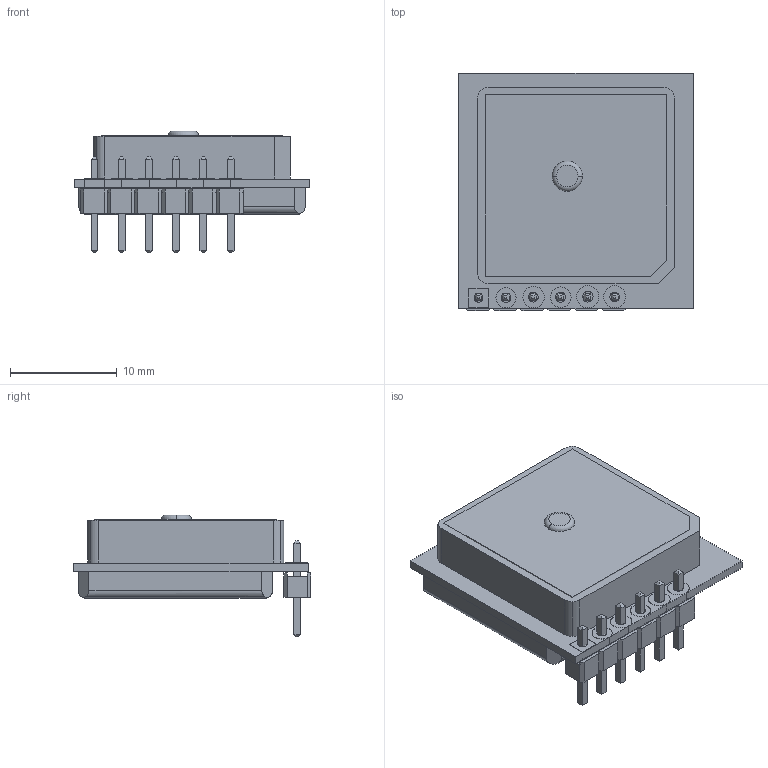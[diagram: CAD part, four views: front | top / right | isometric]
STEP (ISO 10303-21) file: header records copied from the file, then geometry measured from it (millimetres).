
FILE_DESCRIPTION(('STEP AP214'),'1');
FILE_NAME('fastrax_up501b.step','2020-11-09T23:34:40',(' '),('ANSOFT Corporation'),'Spatial InterOp 3D',' ',' ');
FILE_SCHEMA(('automotive_design'));
Length unit declared in the file: millimetre
Products named in the file (23): Box1; Box2; Cylinder1; Body124; Body127; Body129; Body132; Body133; Body137; Rectangle1; Imported2_2; Chamfer1_6; Chamfer1_6_1; Chamfer1_6_2; Chamfer1_6_3; Chamfer1_6_4; Chamfer1_6_5; Imported2_2_1; Imported2_2_2; Imported2_2_3; Imported2_2_4; Imported2_2_5; Box3
Bounding box: 22 x 22.21 x 11.43 mm (x, y, z)
Volume: 2840.6 mm3; surface area: 4029.7 mm2
Topology: 23 solids, 23 shells, 320 faces, 712 edges, 450 vertices
Faces by surface type: plane 256, cylinder 62, torus 2
Entity records: 11835 total; most frequent: DIRECTION 1530, CARTESIAN_POINT 1505, ORIENTED_EDGE 1424, EDGE_CURVE 712, LINE 580, VECTOR 580, AXIS2_PLACEMENT_3D 475, VERTEX_POINT 450
